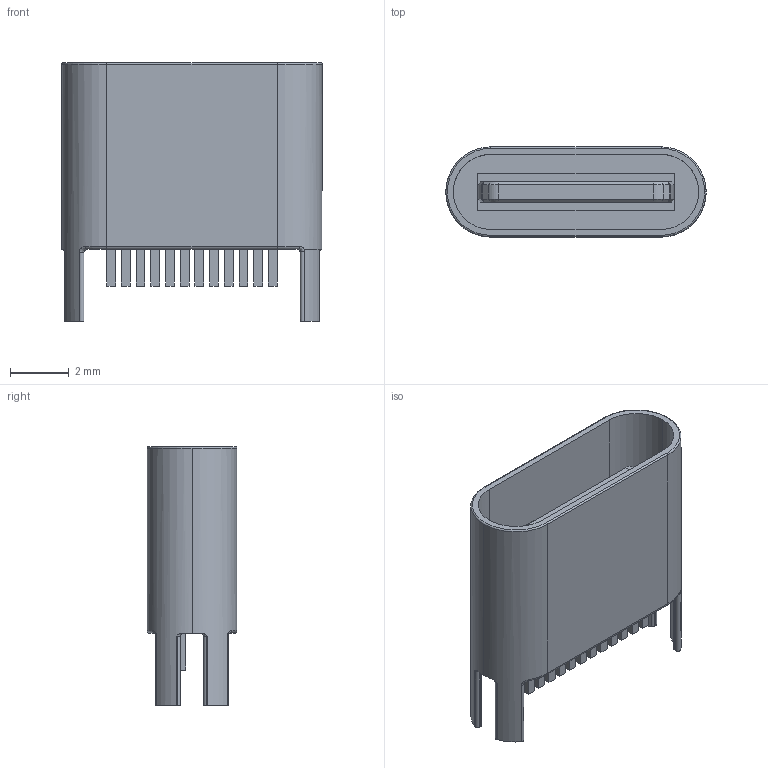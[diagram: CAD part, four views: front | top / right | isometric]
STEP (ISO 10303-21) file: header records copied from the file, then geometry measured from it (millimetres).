
FILE_DESCRIPTION (( 'STEP AP214' ), '1' );
FILE_NAME ('8A3C2875-CCB2-401B-A6D8-B4E7FA94F8D6.STEP', '2025-02-25T22:11:18', ( '' ), ( '' ), 'SwSTEP 2.0', 'SolidWorks 2022', '' );
FILE_SCHEMA (( 'AUTOMOTIVE_DESIGN' ));
Length unit declared in the file: millimetre
Products named in the file (1): 8A3C2875-CCB2-401B-A6D8-B4E7FA94F8D6
Bounding box: 8.85 x 3.06 x 8.8 mm (x, y, z)
Volume: 76.6 mm3; surface area: 396.6 mm2
Topology: 1 solids, 1 shells, 264 faces, 646 edges, 405 vertices
Faces by surface type: plane 162, cylinder 52, torus 27, cone 17, bspline 6
Entity records: 8478 total; most frequent: CARTESIAN_POINT 1669, DIRECTION 1305, ORIENTED_EDGE 1282, EDGE_CURVE 641, LINE 451, VECTOR 451, AXIS2_PLACEMENT_3D 427, VERTEX_POINT 405
